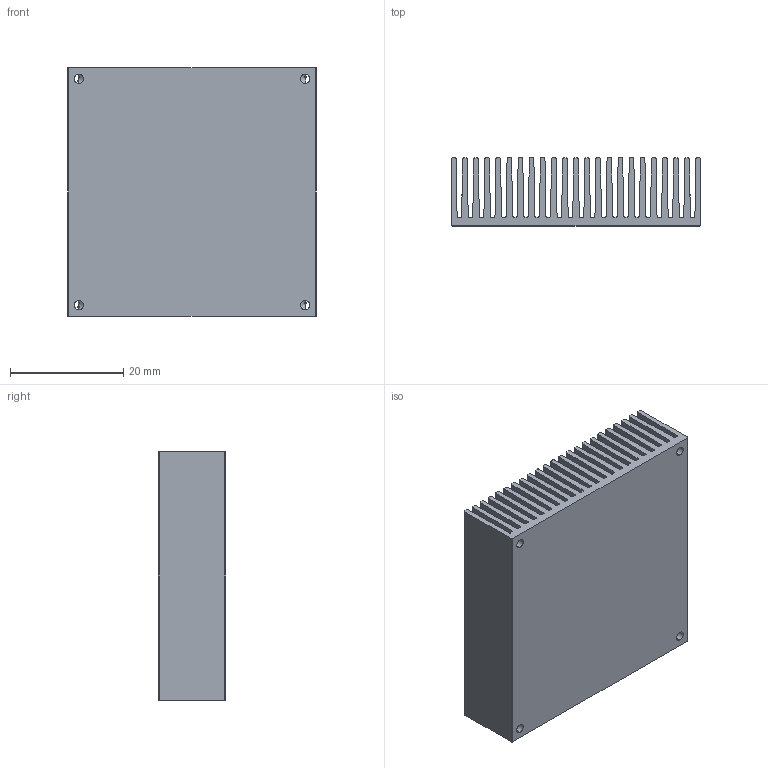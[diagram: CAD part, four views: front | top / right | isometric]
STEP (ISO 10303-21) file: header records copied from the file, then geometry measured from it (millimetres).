
FILE_DESCRIPTION (( 'STEP AP214' ), '1' );
FILE_NAME ('Heatsink 44x44x12.step', '2023-02-13T07:55:26+00:00', 'Stefan Hamminga', '', '', '', '');
FILE_SCHEMA (( 'AUTOMOTIVE_DESIGN' ));
Length unit declared in the file: millimetre
Products named in the file (1): Heatsink 44x44x12
Bounding box: 44 x 12 x 44 mm (x, y, z)
Volume: 13204.3 mm3; surface area: 25215.8 mm2
Topology: 1 solids, 1 shells, 206 faces, 628 edges, 412 vertices
Faces by surface type: cylinder 104, plane 94, cone 8
Entity records: 7226 total; most frequent: CARTESIAN_POINT 1355, ORIENTED_EDGE 1240, DIRECTION 1222, EDGE_CURVE 620, AXIS2_PLACEMENT_3D 415, VERTEX_POINT 412, VECTOR 392, LINE 392
